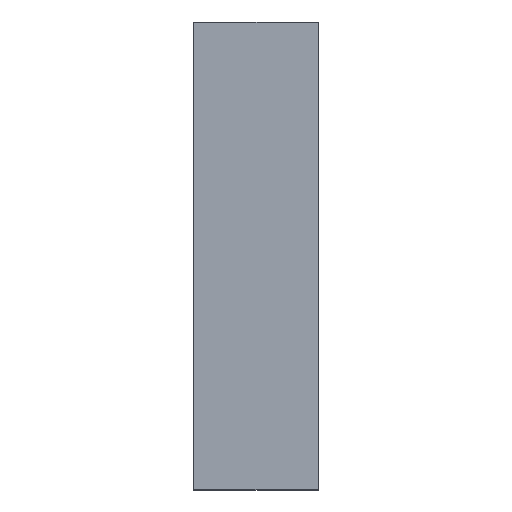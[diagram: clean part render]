
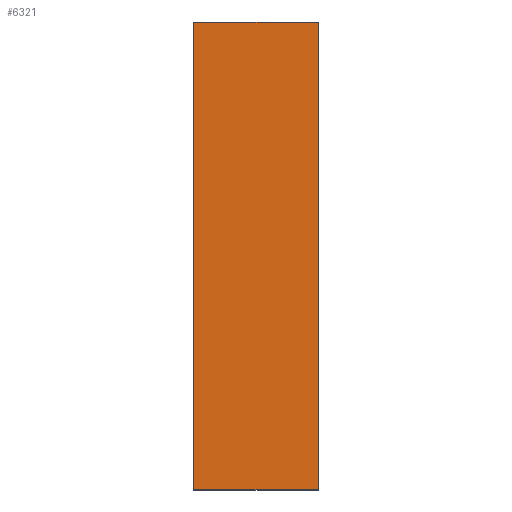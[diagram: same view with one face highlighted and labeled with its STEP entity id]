
A CAD part, top view. The second image highlights one B-rep face of the part: STEP entity #6321.
In plain terms, the highlighted planar face has unit normal (0, 0, 1).
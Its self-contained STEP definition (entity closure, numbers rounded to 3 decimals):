
#155=PLANE('',#8019);
#667=LINE('',#10973,#1421);
#671=LINE('',#10981,#1425);
#674=LINE('',#10987,#1428);
#676=LINE('',#10991,#1430);
#1421=VECTOR('',#9139,1000.);
#1425=VECTOR('',#9145,1000.);
#1428=VECTOR('',#9152,1000.);
#1430=VECTOR('',#9156,1000.);
#2720=ORIENTED_EDGE('',*,*,#4092,.F.);
#2721=ORIENTED_EDGE('',*,*,#4090,.F.);
#2722=ORIENTED_EDGE('',*,*,#4083,.T.);
#2723=ORIENTED_EDGE('',*,*,#4087,.T.);
#4083=EDGE_CURVE('',#4853,#4852,#667,.T.);
#4087=EDGE_CURVE('',#4852,#4855,#671,.T.);
#4090=EDGE_CURVE('',#4853,#4857,#674,.T.);
#4092=EDGE_CURVE('',#4857,#4855,#676,.T.);
#4852=VERTEX_POINT('',#10972);
#4853=VERTEX_POINT('',#10974);
#4855=VERTEX_POINT('',#10980);
#4857=VERTEX_POINT('',#10988);
#5505=EDGE_LOOP('',(#2720,#2721,#2722,#2723));
#5881=FACE_BOUND('',#5505,.T.);
#6321=ADVANCED_FACE('',(#5881),#155,.T.);
#8019=AXIS2_PLACEMENT_3D('',#10990,#9154,#9155);
#9139=DIRECTION('',(0.,-1.,0.));
#9145=DIRECTION('',(1.,0.,0.));
#9152=DIRECTION('',(1.,0.,0.));
#9154=DIRECTION('',(0.,0.,1.));
#9155=DIRECTION('',(1.,0.,0.));
#9156=DIRECTION('',(0.,-1.,0.));
#10972=CARTESIAN_POINT('',(-0.8,-1.5,1.75));
#10973=CARTESIAN_POINT('',(-0.8,1.5,1.75));
#10974=CARTESIAN_POINT('',(-0.8,1.5,1.75));
#10980=CARTESIAN_POINT('',(0.,-1.5,1.75));
#10981=CARTESIAN_POINT('',(-0.8,-1.5,1.75));
#10987=CARTESIAN_POINT('',(-0.8,1.5,1.75));
#10988=CARTESIAN_POINT('',(0.,1.5,1.75));
#10990=CARTESIAN_POINT('',(-0.8,1.5,1.75));
#10991=CARTESIAN_POINT('',(0.,1.5,1.75));
